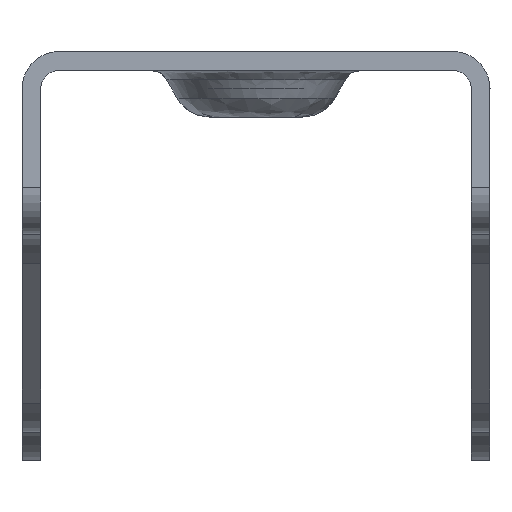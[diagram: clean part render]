
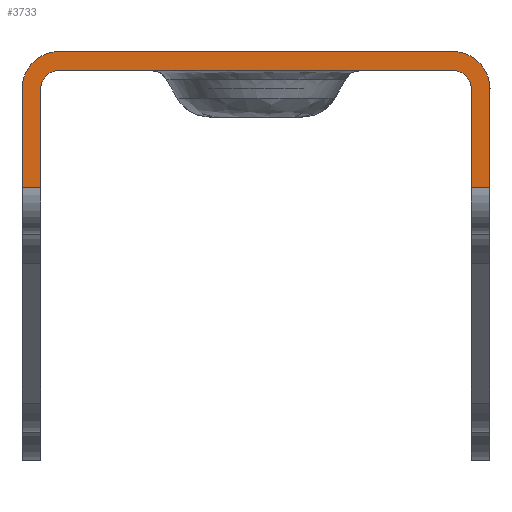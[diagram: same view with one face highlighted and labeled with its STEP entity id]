
A CAD part, left-side view. The second image highlights one B-rep face of the part: STEP entity #3733.
In plain terms, the highlighted planar face has unit normal (-1, 0, 0).
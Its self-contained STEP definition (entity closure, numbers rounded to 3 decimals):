
#30 = CARTESIAN_POINT ( 'NONE',  ( -778., 21., -4. ) ) ;
#44 = AXIS2_PLACEMENT_3D ( 'NONE', #2960, #1272, #4107 ) ;
#94 = DIRECTION ( 'NONE',  ( 0., 1., 0. ) ) ;
#196 = EDGE_CURVE ( 'NONE', #2420, #4858, #4234, .T. ) ;
#306 = ORIENTED_EDGE ( 'NONE', *, *, #5148, .T. ) ;
#313 = ORIENTED_EDGE ( 'NONE', *, *, #1090, .F. ) ;
#343 = CARTESIAN_POINT ( 'NONE',  ( -778., -23., -23.85 ) ) ;
#373 = CARTESIAN_POINT ( 'NONE',  ( -778., 0., -2. ) ) ;
#385 = CIRCLE ( 'NONE', #44, 2. ) ;
#588 = CARTESIAN_POINT ( 'NONE',  ( -778., -25., -23.85 ) ) ;
#600 = ORIENTED_EDGE ( 'NONE', *, *, #3262, .F. ) ;
#658 = CARTESIAN_POINT ( 'NONE',  ( -778., 21., -2. ) ) ;
#733 = DIRECTION ( 'NONE',  ( 0., 0., 1. ) ) ;
#741 = DIRECTION ( 'NONE',  ( 0., 1., 0. ) ) ;
#772 = VERTEX_POINT ( 'NONE', #1176 ) ;
#776 = DIRECTION ( 'NONE',  ( 0., 1., 0. ) ) ;
#882 = CIRCLE ( 'NONE', #3518, 4. ) ;
#884 = VERTEX_POINT ( 'NONE', #1574 ) ;
#888 = FACE_OUTER_BOUND ( 'NONE', #3581, .T. ) ;
#895 = CARTESIAN_POINT ( 'NONE',  ( -778., 21., 0. ) ) ;
#899 = CARTESIAN_POINT ( 'NONE',  ( -778., -25., -14.5 ) ) ;
#928 = DIRECTION ( 'NONE',  ( -1., 0., 0. ) ) ;
#957 = PLANE ( 'NONE',  #4990 ) ;
#1037 = DIRECTION ( 'NONE',  ( 0., 0., 1. ) ) ;
#1080 = VERTEX_POINT ( 'NONE', #1214 ) ;
#1085 = EDGE_CURVE ( 'NONE', #2034, #1715, #3413, .T. ) ;
#1090 = EDGE_CURVE ( 'NONE', #4929, #884, #5050, .T. ) ;
#1176 = CARTESIAN_POINT ( 'NONE',  ( -778., 25., -14.5 ) ) ;
#1206 = LINE ( 'NONE', #2925, #3239 ) ;
#1214 = CARTESIAN_POINT ( 'NONE',  ( -778., -25., -4. ) ) ;
#1272 = DIRECTION ( 'NONE',  ( -1., 0., 0. ) ) ;
#1377 = DIRECTION ( 'NONE',  ( 1., 0., 0. ) ) ;
#1405 = LINE ( 'NONE', #2795, #4060 ) ;
#1456 = EDGE_CURVE ( 'NONE', #3979, #772, #2898, .T. ) ;
#1459 = VERTEX_POINT ( 'NONE', #899 ) ;
#1556 = VERTEX_POINT ( 'NONE', #5110 ) ;
#1574 = CARTESIAN_POINT ( 'NONE',  ( -778., -23., -4. ) ) ;
#1635 = DIRECTION ( 'NONE',  ( 0., 0., -1. ) ) ;
#1715 = VERTEX_POINT ( 'NONE', #1903 ) ;
#1825 = DIRECTION ( 'NONE',  ( 1., 0., 0. ) ) ;
#1855 = ORIENTED_EDGE ( 'NONE', *, *, #1085, .T. ) ;
#1903 = CARTESIAN_POINT ( 'NONE',  ( -778., 23., -4. ) ) ;
#1997 = CARTESIAN_POINT ( 'NONE',  ( -778., -23., -14.5 ) ) ;
#2001 = ORIENTED_EDGE ( 'NONE', *, *, #4180, .F. ) ;
#2034 = VERTEX_POINT ( 'NONE', #2255 ) ;
#2091 = ORIENTED_EDGE ( 'NONE', *, *, #2750, .F. ) ;
#2255 = CARTESIAN_POINT ( 'NONE',  ( -778., 23., -14.5 ) ) ;
#2280 = EDGE_CURVE ( 'NONE', #1556, #5200, #3113, .T. ) ;
#2385 = VECTOR ( 'NONE', #733, 1000. ) ;
#2417 = ORIENTED_EDGE ( 'NONE', *, *, #1456, .T. ) ;
#2420 = VERTEX_POINT ( 'NONE', #4733 ) ;
#2655 = AXIS2_PLACEMENT_3D ( 'NONE', #3054, #1377, #4207 ) ;
#2675 = ORIENTED_EDGE ( 'NONE', *, *, #196, .F. ) ;
#2722 = AXIS2_PLACEMENT_3D ( 'NONE', #30, #4481, #4883 ) ;
#2750 = EDGE_CURVE ( 'NONE', #1459, #4929, #1405, .T. ) ;
#2783 = CARTESIAN_POINT ( 'NONE',  ( -778., 25., -4. ) ) ;
#2794 = LINE ( 'NONE', #4088, #4304 ) ;
#2795 = CARTESIAN_POINT ( 'NONE',  ( -778., -25., -14.5 ) ) ;
#2815 = CARTESIAN_POINT ( 'NONE',  ( -778., 23., -23.85 ) ) ;
#2898 = LINE ( 'NONE', #4607, #3654 ) ;
#2918 = CARTESIAN_POINT ( 'NONE',  ( -778., -21., -4. ) ) ;
#2925 = CARTESIAN_POINT ( 'NONE',  ( -778., 25., -14.5 ) ) ;
#2960 = CARTESIAN_POINT ( 'NONE',  ( -778., -21., -4. ) ) ;
#3054 = CARTESIAN_POINT ( 'NONE',  ( -778., 21., -4. ) ) ;
#3113 = LINE ( 'NONE', #4545, #4067 ) ;
#3177 = CIRCLE ( 'NONE', #2722, 2. ) ;
#3239 = VECTOR ( 'NONE', #3737, 1000. ) ;
#3262 = EDGE_CURVE ( 'NONE', #3979, #5200, #3818, .T. ) ;
#3316 = ORIENTED_EDGE ( 'NONE', *, *, #4449, .F. ) ;
#3344 = VECTOR ( 'NONE', #1037, 1000. ) ;
#3413 = LINE ( 'NONE', #2815, #3344 ) ;
#3452 = ORIENTED_EDGE ( 'NONE', *, *, #2280, .T. ) ;
#3466 = EDGE_CURVE ( 'NONE', #1715, #4858, #3177, .T. ) ;
#3518 = AXIS2_PLACEMENT_3D ( 'NONE', #2918, #928, #4965 ) ;
#3581 = EDGE_LOOP ( 'NONE', ( #2091, #3316, #306, #3452, #600, #2417, #4710, #1855, #3767, #2675, #2001, #313 ) ) ;
#3654 = VECTOR ( 'NONE', #5003, 1000. ) ;
#3733 = ADVANCED_FACE ( 'NONE', ( #888 ), #957, .F. ) ;
#3737 = DIRECTION ( 'NONE',  ( 0., -1., 0. ) ) ;
#3767 = ORIENTED_EDGE ( 'NONE', *, *, #3466, .T. ) ;
#3818 = CIRCLE ( 'NONE', #2655, 4. ) ;
#3979 = VERTEX_POINT ( 'NONE', #2783 ) ;
#4060 = VECTOR ( 'NONE', #741, 1000. ) ;
#4067 = VECTOR ( 'NONE', #94, 1000. ) ;
#4088 = CARTESIAN_POINT ( 'NONE',  ( -778., -25., 0. ) ) ;
#4107 = DIRECTION ( 'NONE',  ( 0., 0., -1. ) ) ;
#4163 = EDGE_CURVE ( 'NONE', #772, #2034, #1206, .T. ) ;
#4180 = EDGE_CURVE ( 'NONE', #884, #2420, #385, .T. ) ;
#4204 = DIRECTION ( 'NONE',  ( 0., 1., 0. ) ) ;
#4207 = DIRECTION ( 'NONE',  ( 0., 0., 1. ) ) ;
#4234 = LINE ( 'NONE', #373, #5119 ) ;
#4304 = VECTOR ( 'NONE', #1635, 1000. ) ;
#4449 = EDGE_CURVE ( 'NONE', #1080, #1459, #2794, .T. ) ;
#4481 = DIRECTION ( 'NONE',  ( 1., 0., 0. ) ) ;
#4545 = CARTESIAN_POINT ( 'NONE',  ( -778., 0., 0. ) ) ;
#4607 = CARTESIAN_POINT ( 'NONE',  ( -778., 25., 0. ) ) ;
#4710 = ORIENTED_EDGE ( 'NONE', *, *, #4163, .T. ) ;
#4733 = CARTESIAN_POINT ( 'NONE',  ( -778., -21., -2. ) ) ;
#4858 = VERTEX_POINT ( 'NONE', #658 ) ;
#4883 = DIRECTION ( 'NONE',  ( 0., 0., 1. ) ) ;
#4929 = VERTEX_POINT ( 'NONE', #1997 ) ;
#4965 = DIRECTION ( 'NONE',  ( 0., 0., -1. ) ) ;
#4990 = AXIS2_PLACEMENT_3D ( 'NONE', #588, #1825, #4204 ) ;
#5003 = DIRECTION ( 'NONE',  ( 0., 0., -1. ) ) ;
#5050 = LINE ( 'NONE', #343, #2385 ) ;
#5110 = CARTESIAN_POINT ( 'NONE',  ( -778., -21., 0. ) ) ;
#5119 = VECTOR ( 'NONE', #776, 1000. ) ;
#5148 = EDGE_CURVE ( 'NONE', #1080, #1556, #882, .T. ) ;
#5200 = VERTEX_POINT ( 'NONE', #895 ) ;
